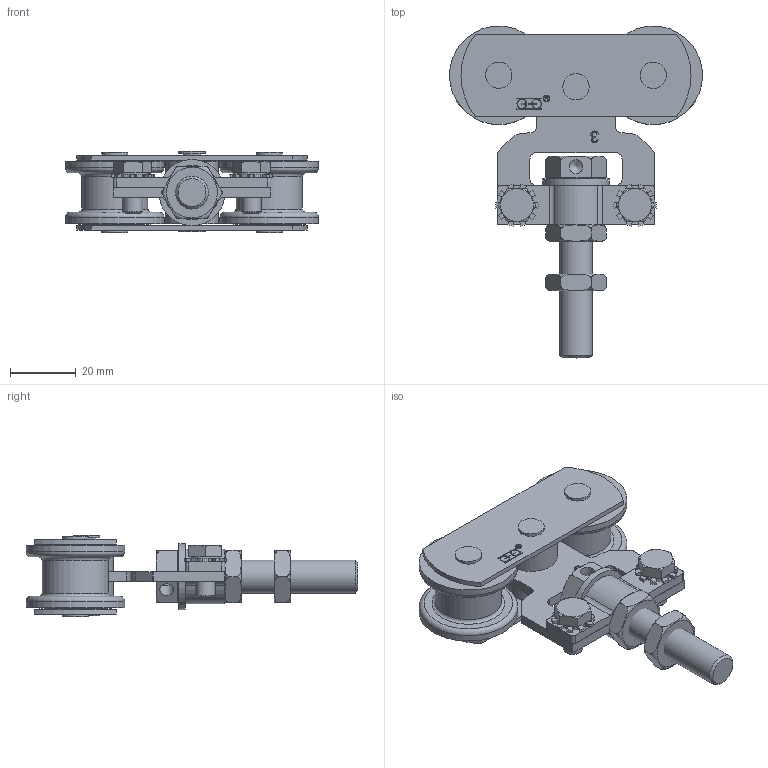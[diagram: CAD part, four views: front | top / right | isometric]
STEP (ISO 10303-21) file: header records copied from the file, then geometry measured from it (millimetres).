
FILE_DESCRIPTION(/* description */ (''),/* implementation_level */ '2;1');
FILE_NAME(/* name */ '235A.stp',/* time_stamp */ '2020-02-26T14:24:55+01:00',/* author */ ('DBARI'),/* organization */ (''),/* preprocessor_version */ 'ST-DEVELOPER v17.2',/* originating_system */ 'Autodesk Inventor 2019',/* authorisation */ '');
FILE_SCHEMA (('AUTOMOTIVE_DESIGN { 1 0 10303 214 3 1 1 }'));
Length unit declared in the file: millimetre
Products named in the file (15): 235A; 13504; 15926; 05045; 14987; 13581; 14941; 14988; 06010; 04563; 09014; U04527; CAG3; 15046; 15654
Assembly tree (31 placements, depth 3):
  235A
    13504  x2
    15926  x2
    05045  x2
    14987
    13581
    14941  x3
    14988
    06010  x2
    04563  x2
    09014  x2
    U04527
    CAG3  x2
      15046
      15654
Bounding box: 77 x 101 x 24.95 mm (x, y, z)
Volume: 40307.2 mm3; surface area: 37781.6 mm2
Topology: 39 solids, 39 shells, 680 faces, 1793 edges, 1190 vertices
Faces by surface type: plane 325, cylinder 290, bspline 30, cone 22, torus 13
Full cylindrical faces by diameter (mm): 1.7 x2, 2 x2, 3 x18, 4.2 x3, 4.917 x2, 5.5 x6, 5.7 x6, 6 x2, 6.2 x4, 8 x6, 8.376 x2, 8.88 x2, 10 x4, 10.2 x5, 10.4 x1, 12.2 x2, 13 x1, 15.8 x2, 16 x2, 16.1 x2, 20.1 x1, 20.2 x2, 22 x4, 30 x4
Entity records: 13060 total; most frequent: CARTESIAN_POINT 2779, DIRECTION 2105, ORIENTED_EDGE 2004, EDGE_CURVE 1002, AXIS2_PLACEMENT_3D 793, VERTEX_POINT 667, LINE 519, VECTOR 519
